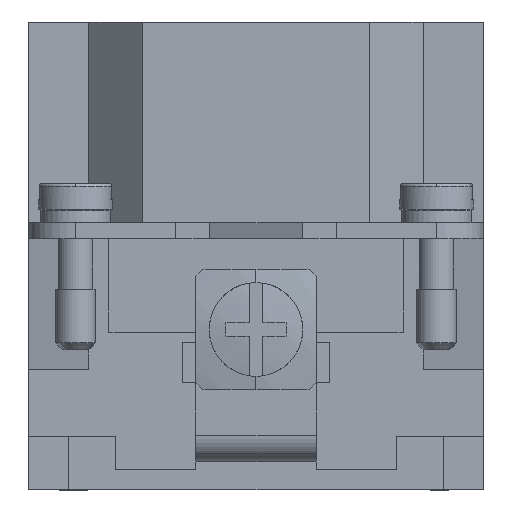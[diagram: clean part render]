
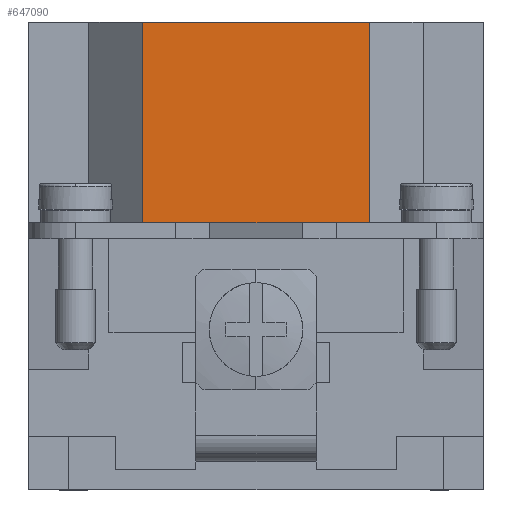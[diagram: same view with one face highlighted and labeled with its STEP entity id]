
A CAD part, left-side view. The second image highlights one B-rep face of the part: STEP entity #647090.
In plain terms, the highlighted planar face has unit normal (-1, 0, 0).
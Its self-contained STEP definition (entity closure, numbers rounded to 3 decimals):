
#383680=CARTESIAN_POINT('',(-55.,-8.5,-15.));
#383690=VERTEX_POINT('',#383680);
#383880=CARTESIAN_POINT('',(-55.,-6.,-15.));
#383890=VERTEX_POINT('',#383880);
#383920=CARTESIAN_POINT('',(-55.,-6.,-15.));
#383930=DIRECTION('',(0.,-1.,0.));
#383940=VECTOR('',#383930,2.5);
#383950=LINE('',#383920,#383940);
#383960=EDGE_CURVE('',#383890,#383690,#383950,.T.);
#385100=CARTESIAN_POINT('',(-55.,8.5,-15.));
#385110=VERTEX_POINT('',#385100);
#385140=CARTESIAN_POINT('',(-55.,8.5,-15.));
#385150=DIRECTION('',(0.,-1.,0.));
#385160=VECTOR('',#385150,2.5);
#385170=LINE('',#385140,#385160);
#385180=CARTESIAN_POINT('',(-55.,6.,-15.));
#385190=VERTEX_POINT('',#385180);
#385200=EDGE_CURVE('',#385110,#385190,#385170,.T.);
#388010=CARTESIAN_POINT('',(-55.,6.,-15.));
#388020=DIRECTION('',(0.,-1.,0.));
#388030=VECTOR('',#388020,12.);
#388040=LINE('',#388010,#388030);
#388050=EDGE_CURVE('',#385190,#383890,#388040,.T.);
#640590=CARTESIAN_POINT('',(-55.,-8.5,0.));
#640600=VERTEX_POINT('',#640590);
#640630=CARTESIAN_POINT('',(-55.,-8.5,0.));
#640640=DIRECTION('',(0.,1.,0.));
#640650=VECTOR('',#640640,17.);
#640660=LINE('',#640630,#640650);
#640670=CARTESIAN_POINT('',(-55.,8.5,0.));
#640680=VERTEX_POINT('',#640670);
#640690=EDGE_CURVE('',#640600,#640680,#640660,.T.);
#646740=CARTESIAN_POINT('',(-55.,8.5,0.));
#646750=DIRECTION('',(0.,0.,-1.));
#646760=VECTOR('',#646750,15.);
#646770=LINE('',#646740,#646760);
#646780=EDGE_CURVE('',#640680,#385110,#646770,.T.);
#646910=CARTESIAN_POINT('',(-55.,8.5,0.));
#646920=DIRECTION('',(-1.,0.,0.));
#646930=DIRECTION('',(0.,0.,1.));
#646940=AXIS2_PLACEMENT_3D('',#646910,#646920,#646930);
#646950=PLANE('',#646940);
#646960=ORIENTED_EDGE('',*,*,#646780,.T.);
#646970=ORIENTED_EDGE('',*,*,#640690,.T.);
#646980=CARTESIAN_POINT('',(-55.,-8.5,0.));
#646990=DIRECTION('',(0.,0.,-1.));
#647000=VECTOR('',#646990,15.);
#647010=LINE('',#646980,#647000);
#647020=EDGE_CURVE('',#640600,#383690,#647010,.T.);
#647030=ORIENTED_EDGE('',*,*,#647020,.F.);
#647040=ORIENTED_EDGE('',*,*,#383960,.T.);
#647050=ORIENTED_EDGE('',*,*,#388050,.T.);
#647060=ORIENTED_EDGE('',*,*,#385200,.T.);
#647070=EDGE_LOOP('',(#647060,#647050,#647040,#647030,#646970,#646960));
#647080=FACE_OUTER_BOUND('',#647070,.T.);
#647090=ADVANCED_FACE('',(#647080),#646950,.T.);
